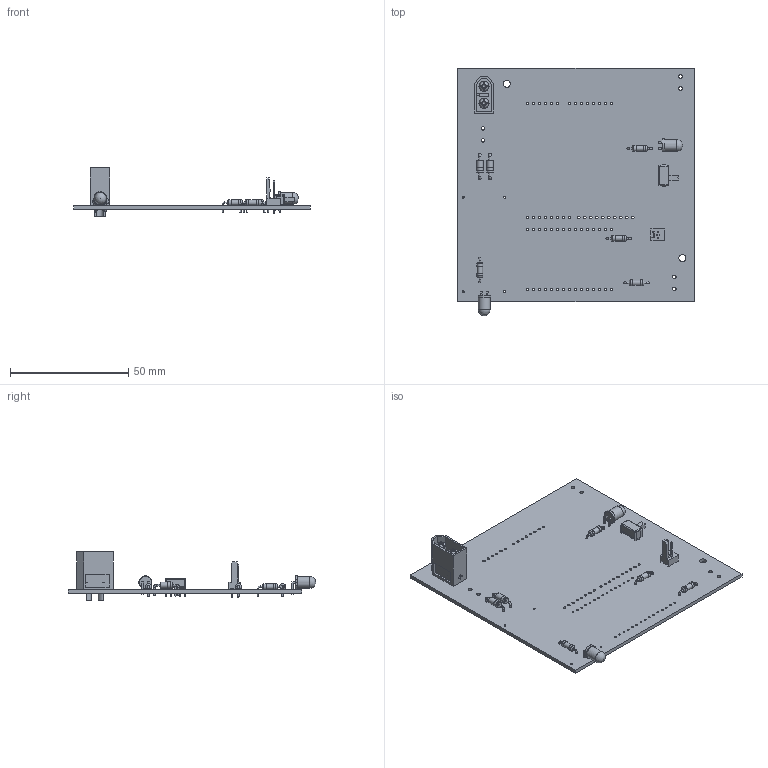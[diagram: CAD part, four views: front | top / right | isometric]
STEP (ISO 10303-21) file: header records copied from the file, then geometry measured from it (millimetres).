
FILE_DESCRIPTION(('KiCad electronic assembly'),'2;1');
FILE_NAME('V1.step','2024-09-25T20:17:32',('Pcbnew'),('Kicad'), 'Open CASCADE STEP processor 7.8','KiCad to STEP converter','Unknown' );
FILE_SCHEMA(('AUTOMOTIVE_DESIGN { 1 0 10303 214 1 1 1 1 }'));
Length unit declared in the file: millimetre
Products named in the file (14): V1 1; AMASS_XT60-M_1x02_P7.2mm_Vertical; XT60 male v9; R_Axial_DIN0207_L6.3mm_D2.5mm_P10.16mm_Horizontal; R_Axial_DIN0207_L63mm_D25mm_P1016mm_Horizontal; D_DO-41_SOD81_P10.16mm_Horizontal; LED_D5.0mm_Horizontal_O1.27mm_Z3.0mm; SW_Slide_SPDT_Angled_CK_OS102011MA1Q; Molex_KK-254_AE-6410-02A_1x02_P2.54mm_Vertical; Molex_AE_6410_02A; V1_PCB
Assembly tree (18 placements, depth 3):
  V1 1
    AMASS_XT60-M_1x02_P7.2mm_Vertical
      XT60 male v9
    R_Axial_DIN0207_L6.3mm_D2.5mm_P10.16mm_Horizontal  x4
      R_Axial_DIN0207_L63mm_D25mm_P1016mm_Horizontal
    D_DO-41_SOD81_P10.16mm_Horizontal  x2
      D_DO-41_SOD81_P10.16mm_Horizontal
    LED_D5.0mm_Horizontal_O1.27mm_Z3.0mm  x2
      LED_D5.0mm_Horizontal_O1.27mm_Z3.0mm
    SW_Slide_SPDT_Angled_CK_OS102011MA1Q
      SW_Slide_SPDT_Angled_CK_OS102011MA1Q
    Molex_KK-254_AE-6410-02A_1x02_P2.54mm_Vertical
      Molex_AE_6410_02A
    V1_PCB
Bounding box: 100 x 104.83 x 20.5 mm (x, y, z)
Volume: 17443.1 mm3; surface area: 24621.9 mm2
Topology: 19 solids, 19 shells, 672 faces, 1585 edges, 986 vertices
Faces by surface type: plane 452, cylinder 186, torus 20, bspline 8, cone 4, sphere 2
Full cylindrical faces by diameter (mm): 0.6 x16, 0.762 x34, 0.8 x16, 0.9 x7, 1 x32, 1.1 x4, 1.19 x2, 1.5 x2, 1.52 x6, 2.25 x4, 2.5 x8, 2.7 x4, 2.72 x2, 3 x4, 4.3 x4, 4.5 x2, 5 x2, 6 x2
Entity records: 19921 total; most frequent: CARTESIAN_POINT 3078, DIRECTION 2908, ORIENTED_EDGE 2800, EDGE_CURVE 1400, LINE 1028, VECTOR 1028, AXIS2_PLACEMENT_3D 940, VERTEX_POINT 878
